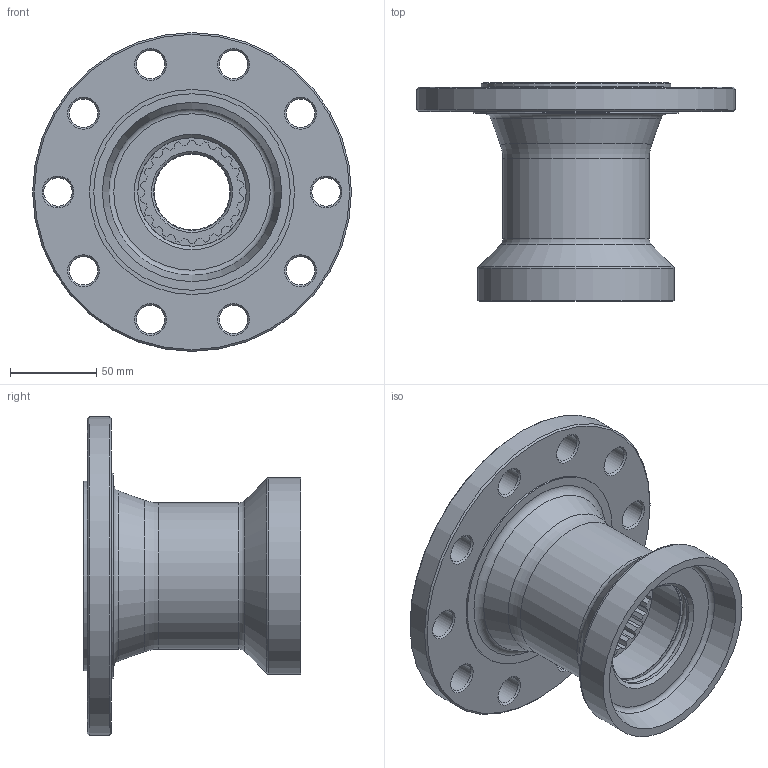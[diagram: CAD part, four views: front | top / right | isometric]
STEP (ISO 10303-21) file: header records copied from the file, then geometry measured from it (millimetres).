
FILE_DESCRIPTION(/* description */ (''),/* implementation_level */ '2;1');
FILE_NAME(/* name */ 'INT3_0043_A.stp',/* time_stamp */ '2015-11-19T12:24:01-05:00',/* author */ (''),/* organization */ (''),/* preprocessor_version */ 'ST-DEVELOPER v15',/* originating_system */ 'SIEMENS PLM Software NX 8.5',/* authorisation */ '');
FILE_SCHEMA (('AUTOMOTIVE_DESIGN { 1 0 10303 214 3 1 1 1 }'));
Length unit declared in the file: millimetre
Products named in the file (1): jiol194021F82dav
Bounding box: 185 x 126.5 x 185 mm (x, y, z)
Volume: 720413.8 mm3; surface area: 141718.5 mm2
Topology: 4 solids, 4 shells, 174 faces, 462 edges, 299 vertices
Faces by surface type: cylinder 68, extrusion 44, cone 34, torus 17, plane 11
Full cylindrical faces by diameter (mm): 16.5 x10, 44.5 x2, 50.3 x1, 63 x2, 68.8 x1, 70 x2, 76 x1, 85 x1, 110 x1, 114 x1, 119 x1, 185 x1
Entity records: 5252 total; most frequent: CARTESIAN_POINT 1332, DIRECTION 758, ORIENTED_EDGE 714, EDGE_CURVE 357, AXIS2_PLACEMENT_3D 313, EDGE_LOOP 276, VERTEX_POINT 271, FACE_BOUND 190
